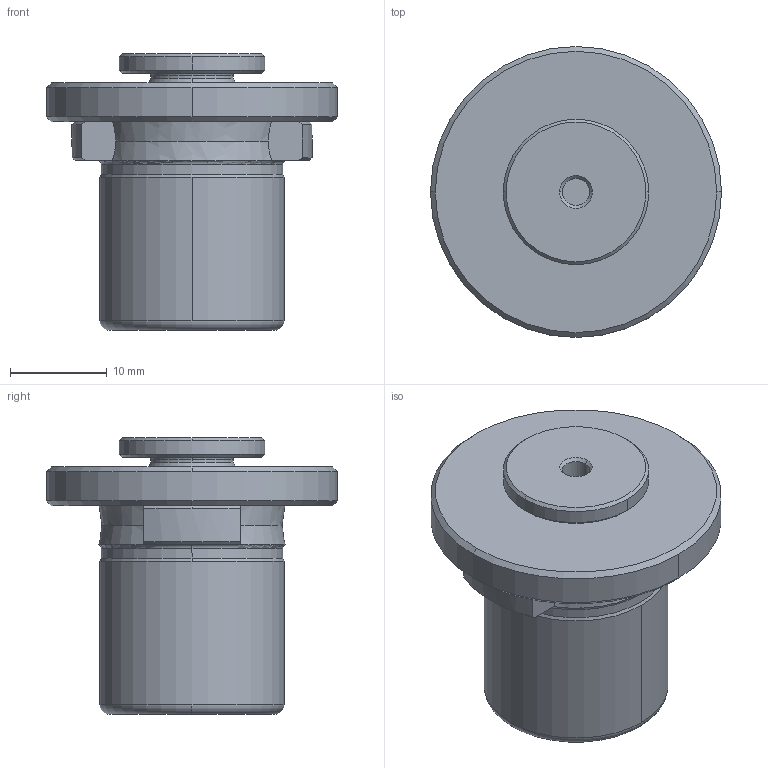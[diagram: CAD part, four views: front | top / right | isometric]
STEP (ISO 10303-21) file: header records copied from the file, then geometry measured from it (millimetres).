
FILE_DESCRIPTION (( 'STEP AP203' ), '1' );
FILE_NAME ('KWE1 DIA 2.80 SQ 2.10.STEP', '2019-04-13T05:15:54', ( '' ), ( '' ), 'SwSTEP 2.0', 'SolidWorks 2014', '' );
FILE_SCHEMA (( 'CONFIG_CONTROL_DESIGN' ));
Length unit declared in the file: millimetre
Products named in the file (1): KWE1 DIA 2.80 SQ 2.10
Bounding box: 30 x 30 x 28.5 mm (x, y, z)
Volume: 9448.5 mm3; surface area: 3472.9 mm2
Topology: 1 solids, 1 shells, 56 faces, 142 edges, 92 vertices
Faces by surface type: cone 20, cylinder 14, plane 12, bspline 6, torus 4
Entity records: 2077 total; most frequent: CARTESIAN_POINT 661, DIRECTION 290, ORIENTED_EDGE 284, EDGE_CURVE 142, AXIS2_PLACEMENT_3D 125, VERTEX_POINT 92, CIRCLE 74, EDGE_LOOP 60
